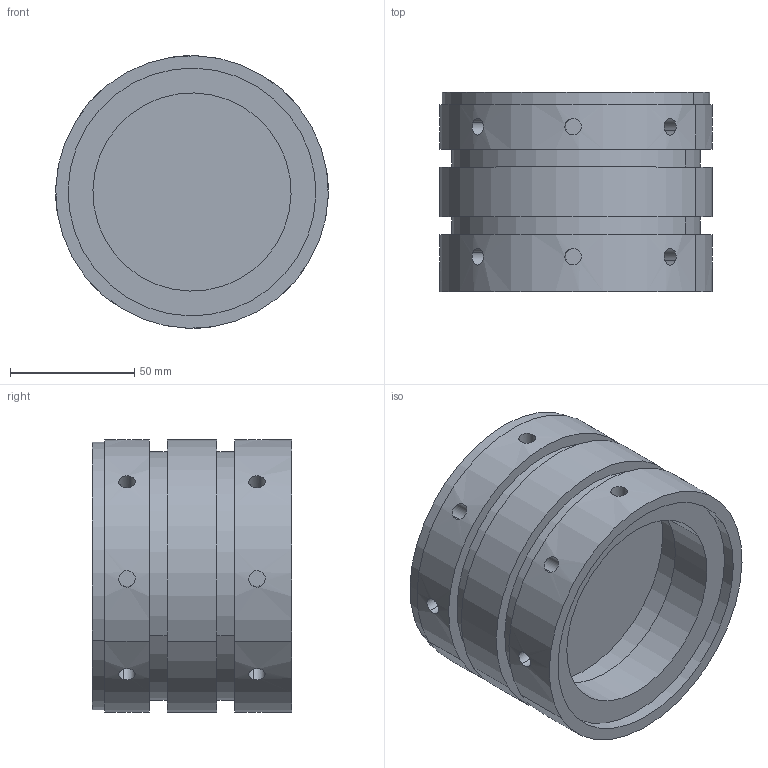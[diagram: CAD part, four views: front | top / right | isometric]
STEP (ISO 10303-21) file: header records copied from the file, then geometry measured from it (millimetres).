
FILE_DESCRIPTION(('CATIA V5 STEP Exchange'),'2;1');
FILE_NAME('Bouchon_v29-03-2020.stp','2020-03-29T09:27:50+00:00',('none'),('none'),'CATIA Version 5 Release 19 SP 2 (IN-10)','CATIA V5 STEP AP203','none');
FILE_SCHEMA(('CONFIG_CONTROL_DESIGN'));
Length unit declared in the file: millimetre
Products named in the file (1): Bouchon
Bounding box: 109.9 x 80.4 x 109.9 mm (x, y, z)
Volume: 318006.8 mm3; surface area: 80830.8 mm2
Topology: 1 solids, 1 shells, 85 faces, 168 edges, 112 vertices
Faces by surface type: cylinder 56, plane 29
Entity records: 2378 total; most frequent: CARTESIAN_POINT 776, ORIENTED_EDGE 336, DIRECTION 230, EDGE_CURVE 168, AXIS2_PLACEMENT_3D 128, EDGE_LOOP 112, VERTEX_POINT 112, ADVANCED_FACE 85
